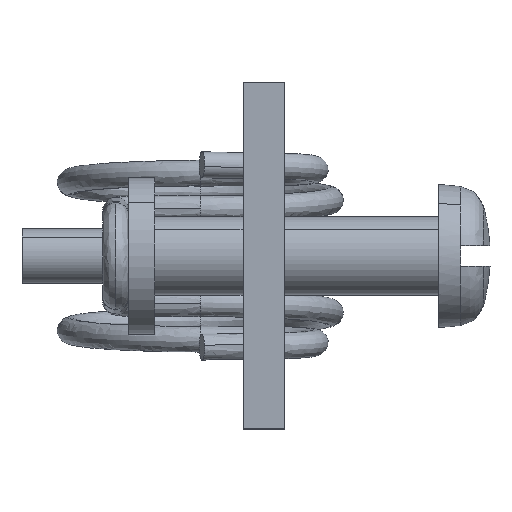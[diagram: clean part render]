
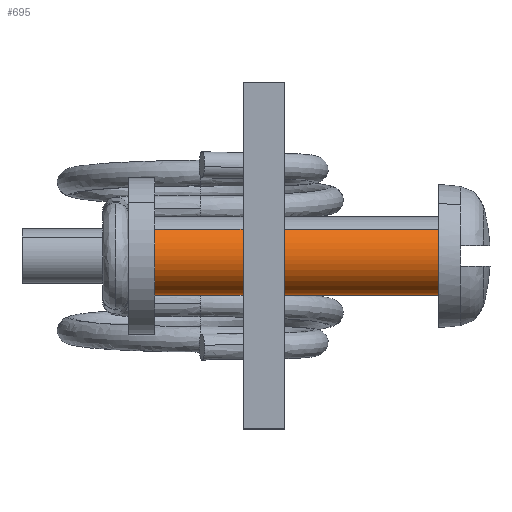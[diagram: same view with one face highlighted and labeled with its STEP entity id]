
A CAD part, top view. The second image highlights one B-rep face of the part: STEP entity #695.
In plain terms, the highlighted free-form (B-spline) face has degree [2, 1] with [5, 2] control points.
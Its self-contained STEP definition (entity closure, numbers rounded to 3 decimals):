
#495=CARTESIAN_POINT('',(-10.9,-1.033,-1.088));
#496=VERTEX_POINT('',#495);
#506=CARTESIAN_POINT('',(-10.9,-1.5,0.));
#507=VERTEX_POINT('',#506);
#508=CARTESIAN_POINT('',(-10.9,-1.033,-1.088));
#509=CARTESIAN_POINT('',(-10.9,-1.138,-0.988));
#510=CARTESIAN_POINT('',(-10.9,-1.289,-0.796));
#511=CARTESIAN_POINT('',(-10.9,-1.457,-0.425));
#512=CARTESIAN_POINT('',(-10.9,-1.5,-0.165));
#513=CARTESIAN_POINT('',(-10.9,-1.5,0.));
#514=B_SPLINE_CURVE_WITH_KNOTS('',3,(#508,#509,#510,#511,#512,#513),.UNSPECIFIED.,.F.,.U.,(4,1,1,4),(0.,0.437,0.723,1.217),.UNSPECIFIED.);
#515=EDGE_CURVE('',#496,#507,#514,.T.);
#517=CARTESIAN_POINT('',(-10.9,0.0,1.5));
#518=VERTEX_POINT('',#517);
#519=CARTESIAN_POINT('',(-10.9,-1.5,0.));
#520=CARTESIAN_POINT('',(-10.9,-1.5,0.098));
#521=CARTESIAN_POINT('',(-10.9,-1.482,0.276));
#522=CARTESIAN_POINT('',(-10.9,-1.414,0.519));
#523=CARTESIAN_POINT('',(-10.9,-1.314,0.737));
#524=CARTESIAN_POINT('',(-10.9,-1.17,0.952));
#525=CARTESIAN_POINT('',(-10.9,-0.994,1.133));
#526=CARTESIAN_POINT('',(-10.9,-0.785,1.286));
#527=CARTESIAN_POINT('',(-10.9,-0.56,1.401));
#528=CARTESIAN_POINT('',(-10.9,-0.288,1.481));
#529=CARTESIAN_POINT('',(-10.9,-0.098,1.5));
#530=CARTESIAN_POINT('',(-10.9,0.0,1.5));
#531=B_SPLINE_CURVE_WITH_KNOTS('',3,(#519,#520,#521,#522,#523,#524,#525,#526,#527,#528,#529,#530),.UNSPECIFIED.,.F.,.U.,(4,1,1,1,1,1,1,1,1,4),(0.,0.295,0.534,0.755,1.012,1.307,1.509,1.786,2.062,2.356),.UNSPECIFIED.);
#532=EDGE_CURVE('',#507,#518,#531,.T.);
#534=CARTESIAN_POINT('',(-10.9,1.033,1.088));
#535=VERTEX_POINT('',#534);
#536=CARTESIAN_POINT('',(-10.9,0.0,1.5));
#537=CARTESIAN_POINT('',(-10.9,0.119,1.5));
#538=CARTESIAN_POINT('',(-10.9,0.344,1.473));
#539=CARTESIAN_POINT('',(-10.9,0.703,1.344));
#540=CARTESIAN_POINT('',(-10.9,0.921,1.194));
#541=CARTESIAN_POINT('',(-10.9,1.033,1.088));
#542=B_SPLINE_CURVE_WITH_KNOTS('',3,(#536,#537,#538,#539,#540,#541),.UNSPECIFIED.,.F.,.U.,(4,1,1,4),(0.,0.356,0.676,1.139),.UNSPECIFIED.);
#543=EDGE_CURVE('',#518,#535,#542,.T.);
#577=CARTESIAN_POINT('',(0.,1.033,1.088));
#578=VERTEX_POINT('',#577);
#579=CARTESIAN_POINT('',(0.,1.033,1.088));
#580=CARTESIAN_POINT('',(-10.9,1.033,1.088));
#581=QUASI_UNIFORM_CURVE('',1,(#579,#580),.UNSPECIFIED.,.F.,.U.);
#582=EDGE_CURVE('',#578,#535,#581,.T.);
#612=CARTESIAN_POINT('',(0.,-1.033,-1.088));
#613=VERTEX_POINT('',#612);
#623=CARTESIAN_POINT('',(0.,-1.033,-1.088));
#624=CARTESIAN_POINT('',(-10.9,-1.033,-1.088));
#625=QUASI_UNIFORM_CURVE('',1,(#623,#624),.UNSPECIFIED.,.F.,.U.);
#626=EDGE_CURVE('',#613,#496,#625,.T.);
#633=CARTESIAN_POINT('',(0.273,-1.033,-1.088));
#634=CARTESIAN_POINT('',(0.273,-2.121,-0.056));
#635=CARTESIAN_POINT('',(0.273,-1.088,1.033));
#636=CARTESIAN_POINT('',(0.273,-0.056,2.121));
#637=CARTESIAN_POINT('',(0.273,1.033,1.088));
#638=CARTESIAN_POINT('',(-11.179,-1.033,-1.088));
#639=CARTESIAN_POINT('',(-11.179,-2.121,-0.056));
#640=CARTESIAN_POINT('',(-11.179,-1.088,1.033));
#641=CARTESIAN_POINT('',(-11.179,-0.056,2.121));
#642=CARTESIAN_POINT('',(-11.179,1.033,1.088));
#650=(BOUNDED_SURFACE()B_SPLINE_SURFACE(2,1,((#633,#638),(#634,#639),(#635,#640),(#636,#641),(#637,#642)),.UNSPECIFIED.,.F.,.F.,.U.)B_SPLINE_SURFACE_WITH_KNOTS((3,2,3),(2,2),(0.0,1.571,3.142),(0.0,11.452),.UNSPECIFIED.)GEOMETRIC_REPRESENTATION_ITEM()RATIONAL_B_SPLINE_SURFACE(((1.0,1.0),(0.707,0.707),(1.0,1.0),(0.707,0.707),(1.0,1.0)))REPRESENTATION_ITEM('')SURFACE());
#651=ORIENTED_EDGE('',*,*,#543,.F.);
#652=ORIENTED_EDGE('',*,*,#532,.F.);
#653=ORIENTED_EDGE('',*,*,#515,.F.);
#654=ORIENTED_EDGE('',*,*,#626,.F.);
#655=CARTESIAN_POINT('',(0.,-1.5,0.));
#656=VERTEX_POINT('',#655);
#657=CARTESIAN_POINT('',(0.,-1.033,-1.088));
#658=CARTESIAN_POINT('',(0.,-1.138,-0.988));
#659=CARTESIAN_POINT('',(0.,-1.289,-0.796));
#660=CARTESIAN_POINT('',(0.,-1.457,-0.425));
#661=CARTESIAN_POINT('',(0.,-1.5,-0.165));
#662=CARTESIAN_POINT('',(0.,-1.5,0.));
#663=B_SPLINE_CURVE_WITH_KNOTS('',3,(#657,#658,#659,#660,#661,#662),.UNSPECIFIED.,.F.,.U.,(4,1,1,4),(0.,0.437,0.723,1.217),.UNSPECIFIED.);
#664=EDGE_CURVE('',#613,#656,#663,.T.);
#665=ORIENTED_EDGE('',*,*,#664,.T.);
#666=CARTESIAN_POINT('',(0.,0.0,1.5));
#667=VERTEX_POINT('',#666);
#668=CARTESIAN_POINT('',(0.,-1.5,0.));
#669=CARTESIAN_POINT('',(0.,-1.5,0.098));
#670=CARTESIAN_POINT('',(0.,-1.482,0.276));
#671=CARTESIAN_POINT('',(0.,-1.414,0.519));
#672=CARTESIAN_POINT('',(0.,-1.314,0.737));
#673=CARTESIAN_POINT('',(0.,-1.17,0.952));
#674=CARTESIAN_POINT('',(0.,-0.994,1.133));
#675=CARTESIAN_POINT('',(0.,-0.785,1.286));
#676=CARTESIAN_POINT('',(0.,-0.56,1.401));
#677=CARTESIAN_POINT('',(0.,-0.288,1.481));
#678=CARTESIAN_POINT('',(0.,-0.098,1.5));
#679=CARTESIAN_POINT('',(0.,0.0,1.5));
#680=B_SPLINE_CURVE_WITH_KNOTS('',3,(#668,#669,#670,#671,#672,#673,#674,#675,#676,#677,#678,#679),.UNSPECIFIED.,.F.,.U.,(4,1,1,1,1,1,1,1,1,4),(0.,0.295,0.534,0.755,1.012,1.307,1.509,1.786,2.062,2.356),.UNSPECIFIED.);
#681=EDGE_CURVE('',#656,#667,#680,.T.);
#682=ORIENTED_EDGE('',*,*,#681,.T.);
#683=CARTESIAN_POINT('',(0.,0.0,1.5));
#684=CARTESIAN_POINT('',(0.,0.119,1.5));
#685=CARTESIAN_POINT('',(0.,0.374,1.47));
#686=CARTESIAN_POINT('',(0.,0.73,1.33));
#687=CARTESIAN_POINT('',(0.,0.942,1.174));
#688=CARTESIAN_POINT('',(0.,1.033,1.088));
#689=B_SPLINE_CURVE_WITH_KNOTS('',3,(#683,#684,#685,#686,#687,#688),.UNSPECIFIED.,.F.,.U.,(4,1,1,4),(0.,0.356,0.765,1.139),.UNSPECIFIED.);
#690=EDGE_CURVE('',#667,#578,#689,.T.);
#691=ORIENTED_EDGE('',*,*,#690,.T.);
#692=ORIENTED_EDGE('',*,*,#582,.T.);
#693=EDGE_LOOP('',(#651,#652,#653,#654,#665,#682,#691,#692));
#694=FACE_OUTER_BOUND('',#693,.T.);
#695=ADVANCED_FACE('',(#694),#650,.T.);
